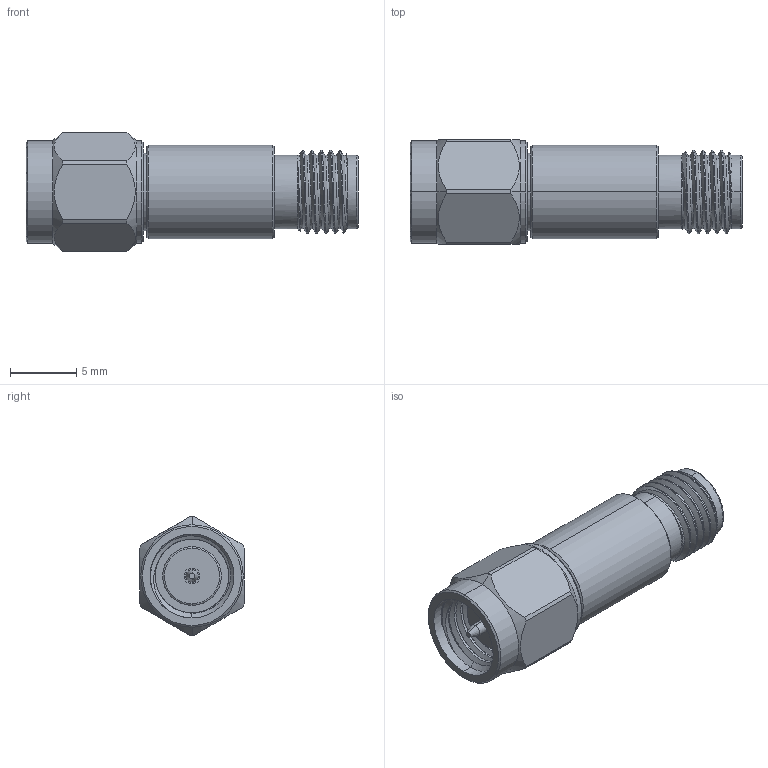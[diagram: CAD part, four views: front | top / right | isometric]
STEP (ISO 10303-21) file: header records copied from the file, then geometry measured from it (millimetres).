
FILE_DESCRIPTION (( 'STEP AP203' ), '1' );
FILE_NAME ('PE6026.step', '2019-08-06T18:10:50', ( '' ), ( '' ), 'SwSTEP 2.0', 'SolidWorks 2018', '' );
FILE_SCHEMA (( 'CONFIG_CONTROL_DESIGN' ));
Length unit declared in the file: inch
Products named in the file (1): PE6026
Bounding box: 25.15 x 7.94 x 8.99 mm (x, y, z)
Volume: 882.3 mm3; surface area: 948.8 mm2
Topology: 1 solids, 1 shells, 118 faces, 289 edges, 182 vertices
Faces by surface type: cylinder 55, cone 28, plane 25, bspline 8, torus 2
Entity records: 6614 total; most frequent: CARTESIAN_POINT 3925, ORIENTED_EDGE 578, DIRECTION 517, EDGE_CURVE 289, AXIS2_PLACEMENT_3D 209, VERTEX_POINT 182, EDGE_LOOP 127, FACE_OUTER_BOUND 118
